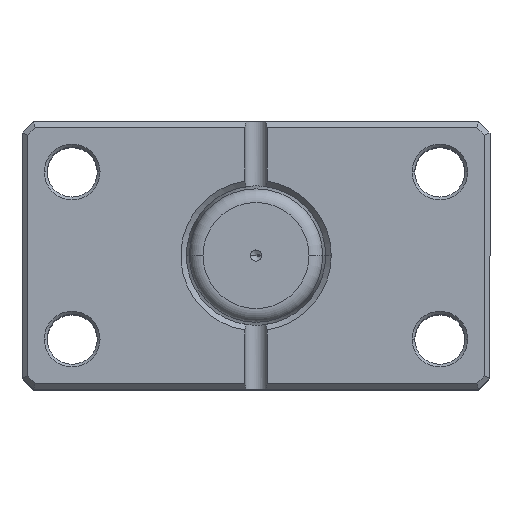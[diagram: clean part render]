
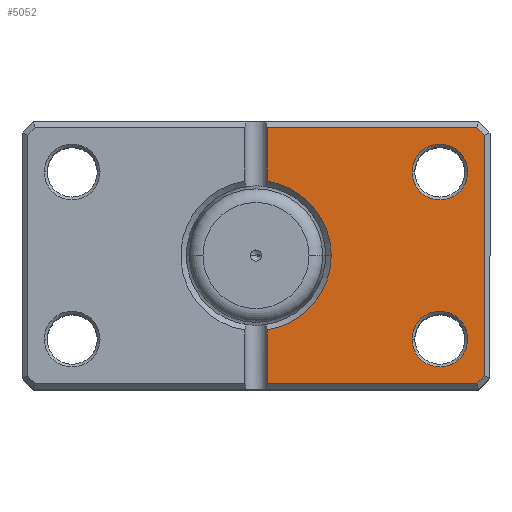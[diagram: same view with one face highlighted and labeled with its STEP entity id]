
A CAD part, top view. The second image highlights one B-rep face of the part: STEP entity #5052.
In plain terms, the highlighted face is planar.
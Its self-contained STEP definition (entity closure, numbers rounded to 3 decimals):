
#71 = AXIS2_PLACEMENT_3D ( 'NONE', #4201, #3792, #4289 ) ;
#80 = LINE ( 'NONE', #4183, #2637 ) ;
#82 = AXIS2_PLACEMENT_3D ( 'NONE', #5250, #5927, #3238 ) ;
#84 = AXIS2_PLACEMENT_3D ( 'NONE', #3563, #4723, #4802 ) ;
#100 = CARTESIAN_POINT ( 'NONE',  ( 0., 0., 0. ) ) ;
#127 = ORIENTED_EDGE ( 'NONE', *, *, #832, .T. ) ;
#192 = AXIS2_PLACEMENT_3D ( 'NONE', #100, #1583, #444 ) ;
#224 = CARTESIAN_POINT ( 'NONE',  ( -2., 24., 0. ) ) ;
#246 = AXIS2_PLACEMENT_3D ( 'NONE', #4913, #5227, #4962 ) ;
#257 = CARTESIAN_POINT ( 'NONE',  ( -38., -15., 0. ) ) ;
#260 = AXIS2_PLACEMENT_3D ( 'NONE', #1460, #5840, #5781 ) ;
#287 = DIRECTION ( 'NONE',  ( 0.707, 0.707, 0. ) ) ;
#378 = DIRECTION ( 'NONE',  ( 0., 0., 1. ) ) ;
#444 = DIRECTION ( 'NONE',  ( 1., 0., 0. ) ) ;
#572 = CIRCLE ( 'NONE', #192, 13.5 ) ;
#616 = CARTESIAN_POINT ( 'NONE',  ( -39.586, -23., 0. ) ) ;
#625 = DIRECTION ( 'NONE',  ( 0., -1., 0. ) ) ;
#816 = EDGE_CURVE ( 'NONE', #1539, #5378, #5055, .T. ) ;
#832 = EDGE_CURVE ( 'NONE', #3214, #836, #6129, .T. ) ;
#836 = VERTEX_POINT ( 'NONE', #4457 ) ;
#918 = EDGE_CURVE ( 'NONE', #1613, #5820, #572, .T. ) ;
#941 = ORIENTED_EDGE ( 'NONE', *, *, #1274, .T. ) ;
#960 = LINE ( 'NONE', #3828, #3506 ) ;
#1028 = FACE_BOUND ( 'NONE', #4817, .T. ) ;
#1159 = CARTESIAN_POINT ( 'NONE',  ( -2., 23., 0. ) ) ;
#1234 = EDGE_CURVE ( 'NONE', #836, #3214, #2949, .T. ) ;
#1237 = EDGE_CURVE ( 'NONE', #5378, #1539, #4092, .T. ) ;
#1243 = EDGE_CURVE ( 'NONE', #6229, #1613, #1417, .T. ) ;
#1249 = EDGE_CURVE ( 'NONE', #5820, #1914, #6197, .T. ) ;
#1253 = VERTEX_POINT ( 'NONE', #4241 ) ;
#1255 = EDGE_CURVE ( 'NONE', #1914, #2432, #4976, .T. ) ;
#1256 = EDGE_CURVE ( 'NONE', #2432, #2612, #80, .T. ) ;
#1265 = EDGE_CURVE ( 'NONE', #2612, #1253, #2450, .T. ) ;
#1269 = LINE ( 'NONE', #4872, #6037 ) ;
#1274 = EDGE_CURVE ( 'NONE', #1253, #5514, #1269, .T. ) ;
#1276 = EDGE_CURVE ( 'NONE', #5514, #1568, #3661, .T. ) ;
#1286 = EDGE_CURVE ( 'NONE', #1568, #6229, #960, .T. ) ;
#1397 = ORIENTED_EDGE ( 'NONE', *, *, #1249, .T. ) ;
#1417 = LINE ( 'NONE', #224, #3951 ) ;
#1460 = CARTESIAN_POINT ( 'NONE',  ( -33., 15., 0. ) ) ;
#1472 = ORIENTED_EDGE ( 'NONE', *, *, #918, .T. ) ;
#1539 = VERTEX_POINT ( 'NONE', #2086 ) ;
#1568 = VERTEX_POINT ( 'NONE', #1665 ) ;
#1583 = DIRECTION ( 'NONE',  ( 0., 0., 1. ) ) ;
#1613 = VERTEX_POINT ( 'NONE', #5748 ) ;
#1665 = CARTESIAN_POINT ( 'NONE',  ( -39.586, 23., 0. ) ) ;
#1669 = CARTESIAN_POINT ( 'NONE',  ( -13.5, 0., 0. ) ) ;
#1721 = ORIENTED_EDGE ( 'NONE', *, *, #1276, .T. ) ;
#1782 = ORIENTED_EDGE ( 'NONE', *, *, #1237, .T. ) ;
#1904 = CARTESIAN_POINT ( 'NONE',  ( 0., 0., 0. ) ) ;
#1914 = VERTEX_POINT ( 'NONE', #5857 ) ;
#1949 = ORIENTED_EDGE ( 'NONE', *, *, #1265, .T. ) ;
#1958 = ORIENTED_EDGE ( 'NONE', *, *, #1243, .T. ) ;
#2086 = CARTESIAN_POINT ( 'NONE',  ( -38., 15., 0. ) ) ;
#2194 = ORIENTED_EDGE ( 'NONE', *, *, #1234, .T. ) ;
#2432 = VERTEX_POINT ( 'NONE', #3376 ) ;
#2450 = LINE ( 'NONE', #4313, #4841 ) ;
#2585 = DIRECTION ( 'NONE',  ( 1., 0., 0. ) ) ;
#2612 = VERTEX_POINT ( 'NONE', #616 ) ;
#2637 = VECTOR ( 'NONE', #4373, 1000. ) ;
#2752 = DIRECTION ( 'NONE',  ( -0.707, 0.707, 0. ) ) ;
#2918 = PLANE ( 'NONE',  #4144 ) ;
#2949 = CIRCLE ( 'NONE', #84, 5. ) ;
#3176 = ORIENTED_EDGE ( 'NONE', *, *, #1255, .T. ) ;
#3214 = VERTEX_POINT ( 'NONE', #257 ) ;
#3238 = DIRECTION ( 'NONE',  ( 1., 0., 0. ) ) ;
#3376 = CARTESIAN_POINT ( 'NONE',  ( -2., -23., 0. ) ) ;
#3478 = EDGE_LOOP ( 'NONE', ( #1958, #1472, #1397, #3176, #5903, #1949, #941, #1721, #6012 ) ) ;
#3506 = VECTOR ( 'NONE', #2585, 1000. ) ;
#3563 = CARTESIAN_POINT ( 'NONE',  ( -33., -15., 0. ) ) ;
#3661 = LINE ( 'NONE', #5984, #5905 ) ;
#3724 = FACE_OUTER_BOUND ( 'NONE', #3478, .T. ) ;
#3792 = DIRECTION ( 'NONE',  ( 0., 0., 1. ) ) ;
#3800 = VECTOR ( 'NONE', #4224, 1000. ) ;
#3828 = CARTESIAN_POINT ( 'NONE',  ( 0., 23., 0. ) ) ;
#3944 = CARTESIAN_POINT ( 'NONE',  ( -41., 21.586, 0. ) ) ;
#3951 = VECTOR ( 'NONE', #625, 1000. ) ;
#4092 = CIRCLE ( 'NONE', #82, 5. ) ;
#4144 = AXIS2_PLACEMENT_3D ( 'NONE', #1904, #378, #5248 ) ;
#4183 = CARTESIAN_POINT ( 'NONE',  ( 0., -23., 0. ) ) ;
#4201 = CARTESIAN_POINT ( 'NONE',  ( 0., 0., 0. ) ) ;
#4224 = DIRECTION ( 'NONE',  ( 0., -1., 0. ) ) ;
#4241 = CARTESIAN_POINT ( 'NONE',  ( -41., -21.586, 0. ) ) ;
#4273 = CARTESIAN_POINT ( 'NONE',  ( -2., 24., 0. ) ) ;
#4289 = DIRECTION ( 'NONE',  ( 1., 0., 0. ) ) ;
#4313 = CARTESIAN_POINT ( 'NONE',  ( -31.293, -31.293, 0. ) ) ;
#4344 = EDGE_LOOP ( 'NONE', ( #4737, #1782 ) ) ;
#4354 = DIRECTION ( 'NONE',  ( 0., 1., 0. ) ) ;
#4373 = DIRECTION ( 'NONE',  ( -1., 0., 0. ) ) ;
#4457 = CARTESIAN_POINT ( 'NONE',  ( -28., -15., 0. ) ) ;
#4723 = DIRECTION ( 'NONE',  ( 0., 0., 1. ) ) ;
#4737 = ORIENTED_EDGE ( 'NONE', *, *, #816, .T. ) ;
#4802 = DIRECTION ( 'NONE',  ( 1., 0., 0. ) ) ;
#4817 = EDGE_LOOP ( 'NONE', ( #127, #2194 ) ) ;
#4841 = VECTOR ( 'NONE', #2752, 1000. ) ;
#4872 = CARTESIAN_POINT ( 'NONE',  ( -41., 0., 0. ) ) ;
#4913 = CARTESIAN_POINT ( 'NONE',  ( -33., -15., 0. ) ) ;
#4962 = DIRECTION ( 'NONE',  ( 1., 0., 0. ) ) ;
#4976 = LINE ( 'NONE', #4273, #3800 ) ;
#5052 = ADVANCED_FACE ( 'NONE', ( #1028, #6253, #3724 ), #2918, .F. ) ;
#5055 = CIRCLE ( 'NONE', #260, 5. ) ;
#5227 = DIRECTION ( 'NONE',  ( 0., 0., 1. ) ) ;
#5248 = DIRECTION ( 'NONE',  ( 1., 0., 0. ) ) ;
#5250 = CARTESIAN_POINT ( 'NONE',  ( -33., 15., 0. ) ) ;
#5378 = VERTEX_POINT ( 'NONE', #5655 ) ;
#5514 = VERTEX_POINT ( 'NONE', #3944 ) ;
#5655 = CARTESIAN_POINT ( 'NONE',  ( -28., 15., 0. ) ) ;
#5748 = CARTESIAN_POINT ( 'NONE',  ( -2., 13.351, 0. ) ) ;
#5781 = DIRECTION ( 'NONE',  ( 1., 0., 0. ) ) ;
#5820 = VERTEX_POINT ( 'NONE', #1669 ) ;
#5840 = DIRECTION ( 'NONE',  ( 0., 0., 1. ) ) ;
#5857 = CARTESIAN_POINT ( 'NONE',  ( -2., -13.351, 0. ) ) ;
#5903 = ORIENTED_EDGE ( 'NONE', *, *, #1256, .T. ) ;
#5905 = VECTOR ( 'NONE', #287, 1000. ) ;
#5927 = DIRECTION ( 'NONE',  ( 0., 0., 1. ) ) ;
#5984 = CARTESIAN_POINT ( 'NONE',  ( -31.293, 31.293, 0. ) ) ;
#6012 = ORIENTED_EDGE ( 'NONE', *, *, #1286, .T. ) ;
#6037 = VECTOR ( 'NONE', #4354, 1000. ) ;
#6129 = CIRCLE ( 'NONE', #246, 5. ) ;
#6197 = CIRCLE ( 'NONE', #71, 13.5 ) ;
#6229 = VERTEX_POINT ( 'NONE', #1159 ) ;
#6253 = FACE_BOUND ( 'NONE', #4344, .T. ) ;
